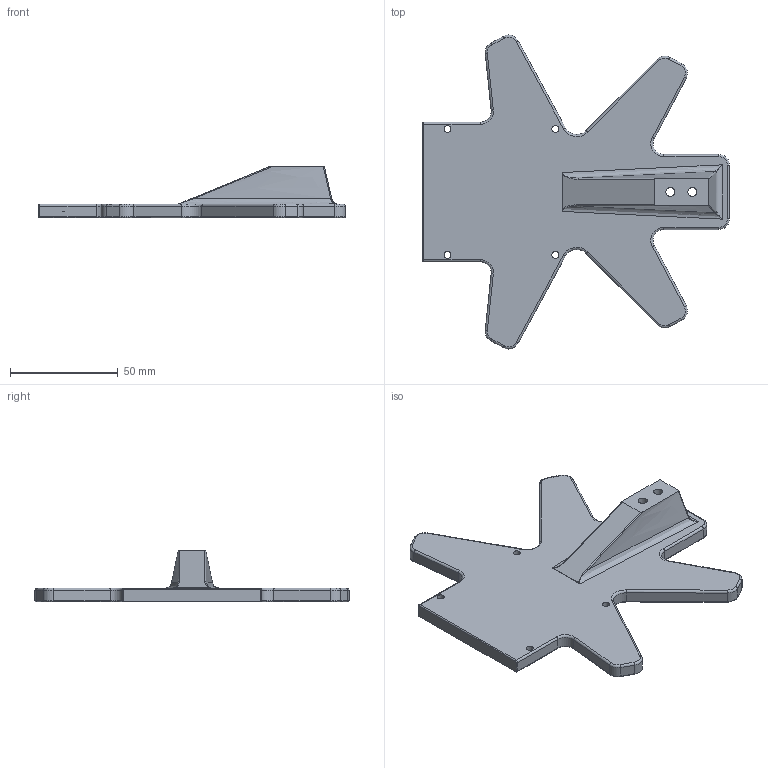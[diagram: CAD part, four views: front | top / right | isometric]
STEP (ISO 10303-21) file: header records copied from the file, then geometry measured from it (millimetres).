
FILE_DESCRIPTION(/* description */ (''),/* implementation_level */ '2;1');
FILE_NAME(/* name */ 'Base_usermod_spitzbirne32.stp',/* time_stamp */ '2025-03-06T12:10:54+01:00',/* author */ ('spitzbirne32'),/* organization */ (''),/* preprocessor_version */ 'ST-DEVELOPER v20',/* originating_system */ 'Autodesk Inventor 2025',/* authorisation */ '');
FILE_SCHEMA (('AUTOMOTIVE_DESIGN { 1 0 10303 214 3 1 1 }'));
Length unit declared in the file: millimetre
Products named in the file (2): FilaMan-Waage; Boden
Assembly tree (1 placements, depth 2):
  FilaMan-Waage
    Boden
Bounding box: 142.3 x 145.57 x 24 mm (x, y, z)
Volume: 84005.1 mm3; surface area: 29136.6 mm2
Topology: 1 solids, 7 shells, 180 faces, 402 edges, 238 vertices
Faces by surface type: cylinder 75, plane 47, torus 38, bspline 20
Full cylindrical faces by diameter (mm): 3.2 x4, 4.2 x2, 5.52 x4, 7.1 x2
Entity records: 5913 total; most frequent: CARTESIAN_POINT 1816, DIRECTION 895, ORIENTED_EDGE 796, EDGE_CURVE 398, AXIS2_PLACEMENT_3D 370, VERTEX_POINT 237, CIRCLE 200, EDGE_LOOP 197
